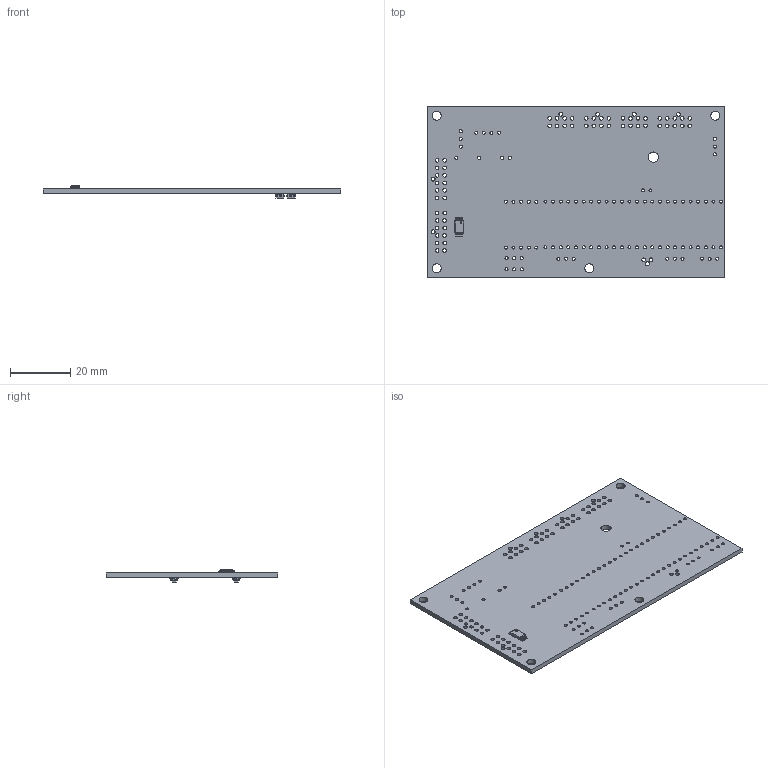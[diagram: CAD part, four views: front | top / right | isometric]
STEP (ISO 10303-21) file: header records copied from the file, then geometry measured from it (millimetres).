
FILE_DESCRIPTION(('FreeCAD Model'),'2;1');
FILE_NAME('VehicleController1.step','2017-08-29T16:15:25',('kicad StepUp'),( 'ksu MCAD'),'Open CASCADE STEP processor 6.8','FreeCAD','Unknown');
FILE_SCHEMA(('AUTOMOTIVE_DESIGN_CC2 { 1 2 10303 214 -1 1 5 4 }'));
Length unit declared in the file: millimetre
Products named in the file (5): ASSEMBLY; Pcb; SOT_23_6_; SOT_23_6_001; TSSOP_8_44x3mm_Pitch065mm_
Assembly tree (4 placements, depth 2):
  ASSEMBLY
    Pcb
    SOT_23_6_
    SOT_23_6_001
    TSSOP_8_44x3mm_Pitch065mm_
Bounding box: 99.06 x 57.15 x 4.25 mm (x, y, z)
Volume: 8786.9 mm3; surface area: 12495.4 mm2
Topology: 4 solids, 4 shells, 575 faces, 1540 edges, 976 vertices
Faces by surface type: cylinder 244, plane 239, bspline 92
Full cylindrical faces by diameter (mm): 0.25 x2, 0.5 x1, 1 x58, 1.016 x27, 1.1 x4, 1.2 x60, 1.3 x7, 3 x4, 3.401 x1
Entity records: 21346 total; most frequent: CARTESIAN_POINT 3468, ORIENTED_EDGE 3080, DIRECTION 2908, EDGE_CURVE 1540, AXIS2_PLACEMENT_3D 976, VERTEX_POINT 976, LINE 956, VECTOR 956
